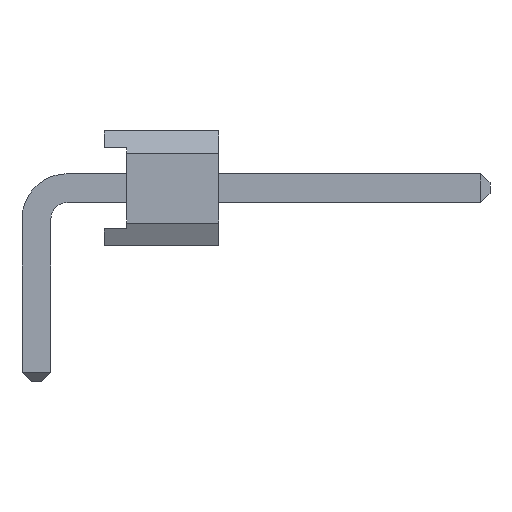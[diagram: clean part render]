
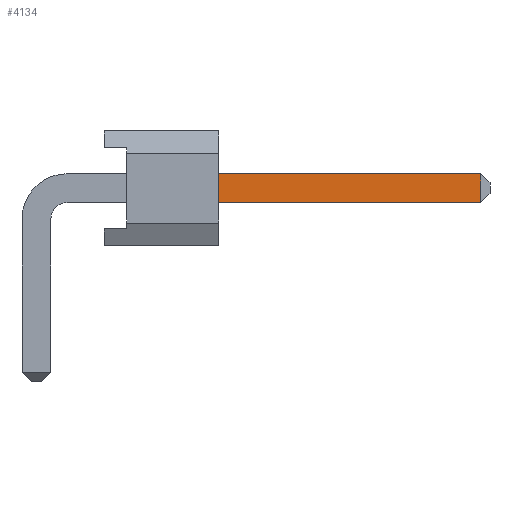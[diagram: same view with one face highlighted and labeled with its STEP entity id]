
A CAD part, front view. The second image highlights one B-rep face of the part: STEP entity #4134.
In plain terms, the highlighted face is planar.
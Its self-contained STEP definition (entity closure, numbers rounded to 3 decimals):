
#726=ORIENTED_EDGE('',*,*,#1234,.T.);
#727=ORIENTED_EDGE('',*,*,#1205,.F.);
#728=ORIENTED_EDGE('',*,*,#1235,.T.);
#729=ORIENTED_EDGE('',*,*,#1233,.T.);
#1205=EDGE_CURVE('',#1509,#1506,#1865,.T.);
#1233=EDGE_CURVE('',#1530,#1533,#1893,.T.);
#1234=EDGE_CURVE('',#1533,#1506,#1894,.T.);
#1235=EDGE_CURVE('',#1509,#1530,#1895,.T.);
#1506=VERTEX_POINT('',#5775);
#1509=VERTEX_POINT('',#5780);
#1530=VERTEX_POINT('',#5825);
#1533=VERTEX_POINT('',#5835);
#1865=LINE('',#5781,#2261);
#1893=LINE('',#5838,#2289);
#1894=LINE('',#5840,#2290);
#1895=LINE('',#5841,#2291);
#2261=VECTOR('',#4945,1000.);
#2289=VECTOR('',#4983,1000.);
#2290=VECTOR('',#4986,1000.);
#2291=VECTOR('',#4987,1000.);
#2492=EDGE_LOOP('',(#726,#727,#728,#729));
#2666=FACE_BOUND('',#2492,.T.);
#2820=PLANE('',#4325);
#4134=ADVANCED_FACE('',(#2666),#2820,.F.);
#4325=AXIS2_PLACEMENT_3D('',#5839,#4984,#4985);
#4945=DIRECTION('',(0.,-1.,0.));
#4983=DIRECTION('',(0.,-1.,0.));
#4984=DIRECTION('',(-1.,0.,0.));
#4985=DIRECTION('',(0.,0.,1.));
#4986=DIRECTION('',(0.,0.,-1.));
#4987=DIRECTION('',(0.,0.,1.));
#5775=CARTESIAN_POINT('',(5.4,-0.32,1.27));
#5780=CARTESIAN_POINT('',(5.4,0.32,1.27));
#5781=CARTESIAN_POINT('',(5.4,0.32,1.27));
#5825=CARTESIAN_POINT('',(5.4,0.32,7.07));
#5835=CARTESIAN_POINT('',(5.4,-0.32,7.07));
#5838=CARTESIAN_POINT('',(5.4,0.68,7.07));
#5839=CARTESIAN_POINT('',(5.4,0.68,-2.09));
#5840=CARTESIAN_POINT('',(5.4,-0.32,-2.09));
#5841=CARTESIAN_POINT('',(5.4,0.32,-2.09));
